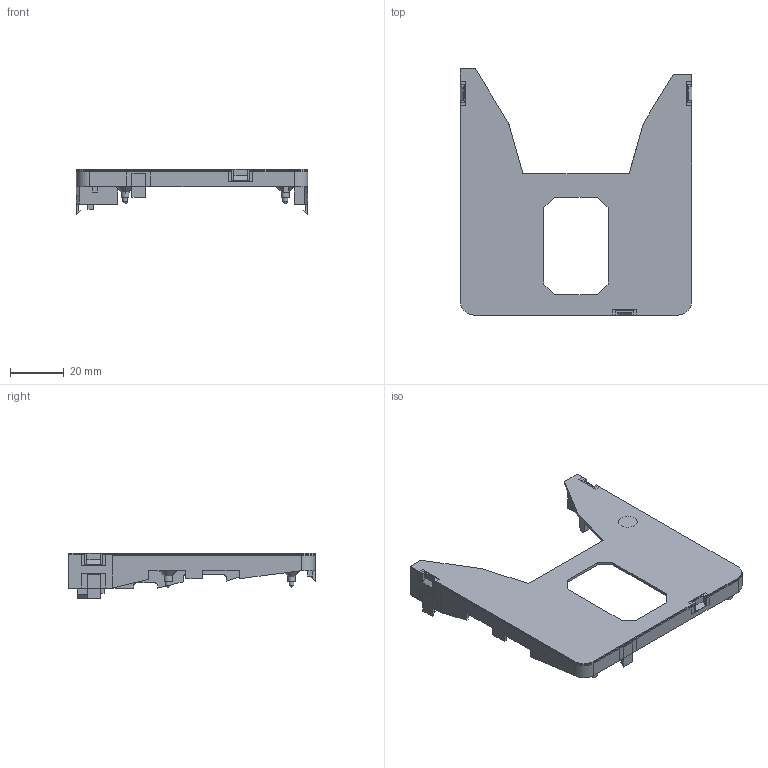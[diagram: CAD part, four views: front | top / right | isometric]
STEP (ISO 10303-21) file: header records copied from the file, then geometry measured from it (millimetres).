
FILE_DESCRIPTION(('HOOPS Exchange Step'),'2;1');
FILE_NAME('temp_export','2025-07-16T19:58:46-04:00',('bobwulff'),('Shapr3D Limited'),'HOOPS Exchange 2024.8','Shapr3D','Authorized');
FILE_SCHEMA( ('AP242_MANAGED_MODEL_BASED_3D_ENGINEERING_MIM_LF {1 0 10303 442 1 1 4}') );
Length unit declared in the file: millimetre
Products named in the file (7): MaleSnap; MaleSnap (1); MaleSnap (2); BigPeg; SmallPeg (2); Middle Module; root
Assembly tree (6 placements, depth 3):
  root
    Middle Module
      MaleSnap
      MaleSnap (1)
      MaleSnap (2)
      BigPeg
      SmallPeg (2)
Bounding box: 86.05 x 91.56 x 17 mm (x, y, z)
Volume: 13109.3 mm3; surface area: 18876.9 mm2
Topology: 20 solids, 20 shells, 223 faces, 559 edges, 374 vertices
Faces by surface type: plane 197, cylinder 22, sphere 2, bspline 2
Full cylindrical faces by diameter (mm): 1.75 x1, 2 x1, 2.75 x1, 3 x1, 7 x2
Entity records: 7723 total; most frequent: CARTESIAN_POINT 2136, ORIENTED_EDGE 1114, DIRECTION 1073, EDGE_CURVE 557, VECTOR 495, LINE 495, VERTEX_POINT 374, AXIS2_PLACEMENT_3D 289
